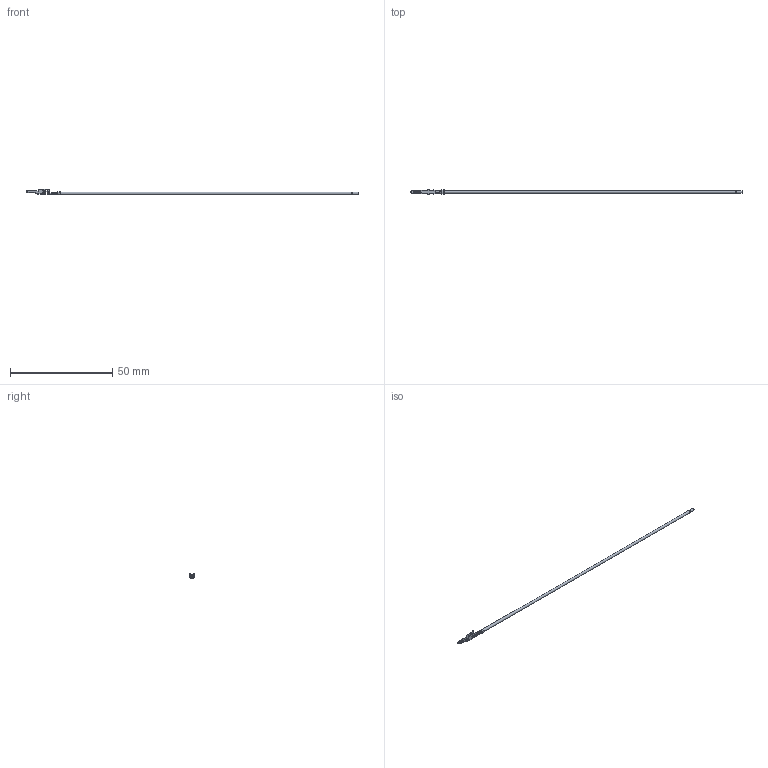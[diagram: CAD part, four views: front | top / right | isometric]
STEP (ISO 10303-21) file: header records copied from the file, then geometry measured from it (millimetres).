
FILE_DESCRIPTION(/* description */ ('Unknown'),/* implementation_level */ '2;1');
FILE_NAME(/* name */ '649000126015',/* time_stamp */ '2020-04-28T16:06:39+02:00',/* author */ ('Unknown'),/* organization */ ('Unknown'),/* preprocessor_version */ 'ST-DEVELOPER v16.7',/* originating_system */ 'DEX',/* authorisation */ $);
FILE_SCHEMA (('AUTOMOTIVE_DESIGN {1 0 10303 214 3 1 1}'));
Length unit declared in the file: millimetre
Products named in the file (3): 649000126015; Wire 26AWG Black; 64900013722DEC
Assembly tree (2 placements, depth 2):
  649000126015
    Wire 26AWG Black
    64900013722DEC
Bounding box: 162.4 x 2.9 x 2.89 mm (x, y, z)
Volume: 207.7 mm3; surface area: 756.8 mm2
Topology: 2 solids, 2 shells, 237 faces, 650 edges, 416 vertices
Faces by surface type: plane 131, cylinder 74, bspline 29, sphere 3
Full cylindrical faces by diameter (mm): 0.49 x2, 1.3 x2
Entity records: 8922 total; most frequent: CARTESIAN_POINT 3078, ORIENTED_EDGE 1278, DIRECTION 1069, EDGE_CURVE 639, VERTEX_POINT 411, LINE 363, VECTOR 363, AXIS2_PLACEMENT_3D 353
